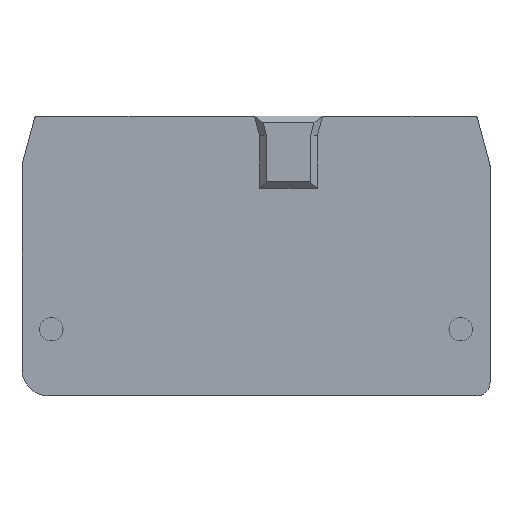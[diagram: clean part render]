
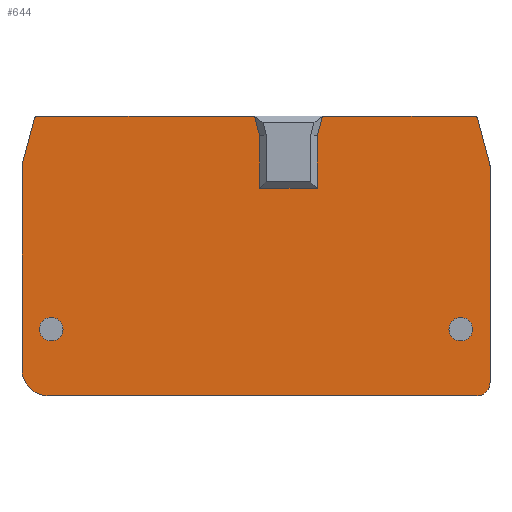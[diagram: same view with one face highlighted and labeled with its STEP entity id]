
A CAD part, top view. The second image highlights one B-rep face of the part: STEP entity #644.
In plain terms, the highlighted planar face has unit normal (0, 0, 1).
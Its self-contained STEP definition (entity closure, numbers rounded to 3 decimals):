
#1=CARTESIAN_POINT('',(32.05,-10.6,0.));
#2=DIRECTION('',(0.,0.,1.));
#3=DIRECTION('',(1.,0.,0.));
#4=AXIS2_PLACEMENT_3D('',#1,#2,#3);
#6=CARTESIAN_POINT('',(32.05,-10.6,0.));
#7=DIRECTION('',(0.,0.,1.));
#8=DIRECTION('',(-1.,0.,0.));
#9=AXIS2_PLACEMENT_3D('',#6,#7,#8);
#11=CARTESIAN_POINT('',(-30.8,-16.75,0.));
#12=DIRECTION('',(0.,0.,1.));
#13=DIRECTION('',(-1.,0.,0.));
#14=AXIS2_PLACEMENT_3D('',#11,#12,#13);
#16=CARTESIAN_POINT('',(-34.3,14.323,0.));
#17=DIRECTION('',(0.,0.,1.));
#18=DIRECTION('',(-0.966,0.259,0.));
#19=AXIS2_PLACEMENT_3D('',#16,#17,#18);
#21=DIRECTION('',(-0.259,-0.966,0.));
#22=VECTOR('',#21,7.274);
#23=CARTESIAN_POINT('',(-32.9,21.479,0.));
#24=LINE('',#23,#22);
#25=CARTESIAN_POINT('',(-32.417,21.35,0.));
#26=DIRECTION('',(0.,0.,1.));
#27=DIRECTION('',(0.,1.,0.));
#28=AXIS2_PLACEMENT_3D('',#25,#26,#27);
#30=DIRECTION('',(-0.254,0.967,0.));
#31=VECTOR('',#30,3.062);
#32=CARTESIAN_POINT('',(1.4,18.889,0.));
#33=LINE('',#32,#31);
#34=DIRECTION('',(-0.254,-0.967,0.));
#35=VECTOR('',#34,3.062);
#36=CARTESIAN_POINT('',(10.979,21.85,0.));
#37=LINE('',#36,#35);
#38=CARTESIAN_POINT('',(34.117,21.35,0.));
#39=DIRECTION('',(0.,0.,1.));
#40=DIRECTION('',(0.966,0.259,0.));
#41=AXIS2_PLACEMENT_3D('',#38,#39,#40);
#43=DIRECTION('',(-0.259,0.966,0.));
#44=VECTOR('',#43,7.274);
#45=CARTESIAN_POINT('',(36.483,14.453,0.));
#46=LINE('',#45,#44);
#47=CARTESIAN_POINT('',(36.,14.323,0.));
#48=DIRECTION('',(0.,0.,1.));
#49=DIRECTION('',(1.,0.,0.));
#50=AXIS2_PLACEMENT_3D('',#47,#48,#49);
#52=DIRECTION('',(0.,1.,0.));
#53=VECTOR('',#52,33.073);
#54=CARTESIAN_POINT('',(36.5,-18.75,0.));
#55=LINE('',#54,#53);
#56=CARTESIAN_POINT('',(34.5,-18.75,0.));
#57=DIRECTION('',(0.,0.,1.));
#58=DIRECTION('',(0.,-1.,0.));
#59=AXIS2_PLACEMENT_3D('',#56,#57,#58);
#61=CARTESIAN_POINT('',(-30.35,-10.6,0.));
#62=DIRECTION('',(0.,0.,1.));
#63=DIRECTION('',(-1.,0.,0.));
#64=AXIS2_PLACEMENT_3D('',#61,#62,#63);
#66=CARTESIAN_POINT('',(-30.35,-10.6,0.));
#67=DIRECTION('',(0.,0.,1.));
#68=DIRECTION('',(1.,0.,0.));
#69=AXIS2_PLACEMENT_3D('',#66,#67,#68);
#115=DIRECTION('',(0.,1.,0.));
#116=VECTOR('',#115,31.073);
#117=CARTESIAN_POINT('',(-34.8,-16.75,0.));
#118=LINE('',#117,#116);
#193=DIRECTION('',(-1.,0.,0.));
#194=VECTOR('',#193,65.3);
#195=CARTESIAN_POINT('',(34.5,-20.75,0.));
#196=LINE('',#195,#194);
#225=DIRECTION('',(1.,0.,0.));
#226=VECTOR('',#225,23.138);
#227=CARTESIAN_POINT('',(10.979,21.85,0.));
#228=LINE('',#227,#226);
#237=DIRECTION('',(1.,0.,0.));
#238=VECTOR('',#237,33.038);
#239=CARTESIAN_POINT('',(-32.417,21.85,0.));
#240=LINE('',#239,#238);
#309=DIRECTION('',(0.,1.,0.));
#310=VECTOR('',#309,8.039);
#311=CARTESIAN_POINT('',(10.2,10.85,0.));
#312=LINE('',#311,#310);
#317=DIRECTION('',(1.,0.,0.));
#318=VECTOR('',#317,8.8);
#319=CARTESIAN_POINT('',(1.4,10.85,0.));
#320=LINE('',#319,#318);
#325=DIRECTION('',(0.,-1.,0.));
#326=VECTOR('',#325,8.039);
#327=CARTESIAN_POINT('',(1.4,18.889,0.));
#328=LINE('',#327,#326);
#461=CARTESIAN_POINT('',(-34.8,-16.75,0.));
#463=VERTEX_POINT('',#461);
#467=CARTESIAN_POINT('',(-30.8,-20.75,0.));
#468=VERTEX_POINT('',#467);
#471=CARTESIAN_POINT('',(-34.8,14.323,0.));
#472=VERTEX_POINT('',#471);
#483=CARTESIAN_POINT('',(1.4,18.889,0.));
#484=VERTEX_POINT('',#483);
#485=CARTESIAN_POINT('',(1.4,10.85,0.));
#486=VERTEX_POINT('',#485);
#509=CARTESIAN_POINT('',(10.979,21.85,0.));
#510=CARTESIAN_POINT('',(34.117,21.85,0.));
#511=VERTEX_POINT('',#509);
#512=VERTEX_POINT('',#510);
#519=CARTESIAN_POINT('',(-32.417,21.85,0.));
#520=VERTEX_POINT('',#519);
#521=CARTESIAN_POINT('',(0.621,21.85,0.));
#522=VERTEX_POINT('',#521);
#543=CARTESIAN_POINT('',(10.2,18.889,0.));
#544=VERTEX_POINT('',#543);
#545=CARTESIAN_POINT('',(10.2,10.85,0.));
#546=VERTEX_POINT('',#545);
#555=CARTESIAN_POINT('',(34.6,21.479,0.));
#556=VERTEX_POINT('',#555);
#557=CARTESIAN_POINT('',(-32.9,21.479,0.));
#558=VERTEX_POINT('',#557);
#559=CARTESIAN_POINT('',(-34.783,14.453,0.));
#560=VERTEX_POINT('',#559);
#565=CARTESIAN_POINT('',(36.5,14.323,0.));
#566=CARTESIAN_POINT('',(36.483,14.453,0.));
#567=VERTEX_POINT('',#565);
#568=VERTEX_POINT('',#566);
#569=CARTESIAN_POINT('',(36.5,-18.75,0.));
#570=VERTEX_POINT('',#569);
#571=CARTESIAN_POINT('',(34.5,-20.75,0.));
#572=VERTEX_POINT('',#571);
#581=CARTESIAN_POINT('',(-28.55,-10.6,0.));
#582=VERTEX_POINT('',#581);
#583=CARTESIAN_POINT('',(-32.15,-10.6,0.));
#584=VERTEX_POINT('',#583);
#585=CARTESIAN_POINT('',(33.85,-10.6,0.));
#586=VERTEX_POINT('',#585);
#587=CARTESIAN_POINT('',(30.25,-10.6,0.));
#588=VERTEX_POINT('',#587);
#589=CARTESIAN_POINT('',(0.,0.,0.));
#590=DIRECTION('',(0.,0.,1.));
#591=DIRECTION('',(1.,0.,0.));
#592=AXIS2_PLACEMENT_3D('',#589,#590,#591);
#593=PLANE('',#592);
#595=ORIENTED_EDGE('',*,*,#594,.F.);
#597=ORIENTED_EDGE('',*,*,#596,.T.);
#599=ORIENTED_EDGE('',*,*,#598,.F.);
#601=ORIENTED_EDGE('',*,*,#600,.F.);
#603=ORIENTED_EDGE('',*,*,#602,.F.);
#605=ORIENTED_EDGE('',*,*,#604,.T.);
#607=ORIENTED_EDGE('',*,*,#606,.F.);
#609=ORIENTED_EDGE('',*,*,#608,.T.);
#611=ORIENTED_EDGE('',*,*,#610,.T.);
#613=ORIENTED_EDGE('',*,*,#612,.T.);
#615=ORIENTED_EDGE('',*,*,#614,.F.);
#617=ORIENTED_EDGE('',*,*,#616,.T.);
#619=ORIENTED_EDGE('',*,*,#618,.F.);
#621=ORIENTED_EDGE('',*,*,#620,.F.);
#623=ORIENTED_EDGE('',*,*,#622,.F.);
#625=ORIENTED_EDGE('',*,*,#624,.F.);
#627=ORIENTED_EDGE('',*,*,#626,.F.);
#629=ORIENTED_EDGE('',*,*,#628,.T.);
#630=EDGE_LOOP('',(#595,#597,#599,#601,#603,#605,#607,#609,#611,#613,#615,#617,
#619,#621,#623,#625,#627,#629));
#631=FACE_OUTER_BOUND('',#630,.F.);
#633=ORIENTED_EDGE('',*,*,#632,.T.);
#635=ORIENTED_EDGE('',*,*,#634,.T.);
#636=EDGE_LOOP('',(#633,#635));
#637=FACE_BOUND('',#636,.F.);
#639=ORIENTED_EDGE('',*,*,#638,.T.);
#641=ORIENTED_EDGE('',*,*,#640,.T.);
#642=EDGE_LOOP('',(#639,#641));
#643=FACE_BOUND('',#642,.F.);
#5=CIRCLE('',#4,1.8);
#10=CIRCLE('',#9,1.8);
#15=CIRCLE('',#14,4.);
#20=CIRCLE('',#19,0.5);
#29=CIRCLE('',#28,0.5);
#42=CIRCLE('',#41,0.5);
#51=CIRCLE('',#50,0.5);
#60=CIRCLE('',#59,2.);
#65=CIRCLE('',#64,1.8);
#70=CIRCLE('',#69,1.8);
#594=EDGE_CURVE('',#463,#468,#15,.T.);
#596=EDGE_CURVE('',#463,#472,#118,.T.);
#598=EDGE_CURVE('',#560,#472,#20,.T.);
#600=EDGE_CURVE('',#558,#560,#24,.T.);
#602=EDGE_CURVE('',#520,#558,#29,.T.);
#604=EDGE_CURVE('',#520,#522,#240,.T.);
#606=EDGE_CURVE('',#484,#522,#33,.T.);
#608=EDGE_CURVE('',#484,#486,#328,.T.);
#610=EDGE_CURVE('',#486,#546,#320,.T.);
#612=EDGE_CURVE('',#546,#544,#312,.T.);
#614=EDGE_CURVE('',#511,#544,#37,.T.);
#616=EDGE_CURVE('',#511,#512,#228,.T.);
#618=EDGE_CURVE('',#556,#512,#42,.T.);
#620=EDGE_CURVE('',#568,#556,#46,.T.);
#622=EDGE_CURVE('',#567,#568,#51,.T.);
#624=EDGE_CURVE('',#570,#567,#55,.T.);
#626=EDGE_CURVE('',#572,#570,#60,.T.);
#628=EDGE_CURVE('',#572,#468,#196,.T.);
#632=EDGE_CURVE('',#586,#588,#5,.T.);
#634=EDGE_CURVE('',#588,#586,#10,.T.);
#638=EDGE_CURVE('',#584,#582,#65,.T.);
#640=EDGE_CURVE('',#582,#584,#70,.T.);
#644=ADVANCED_FACE('',(#631,#637,#643),#593,.T.);
